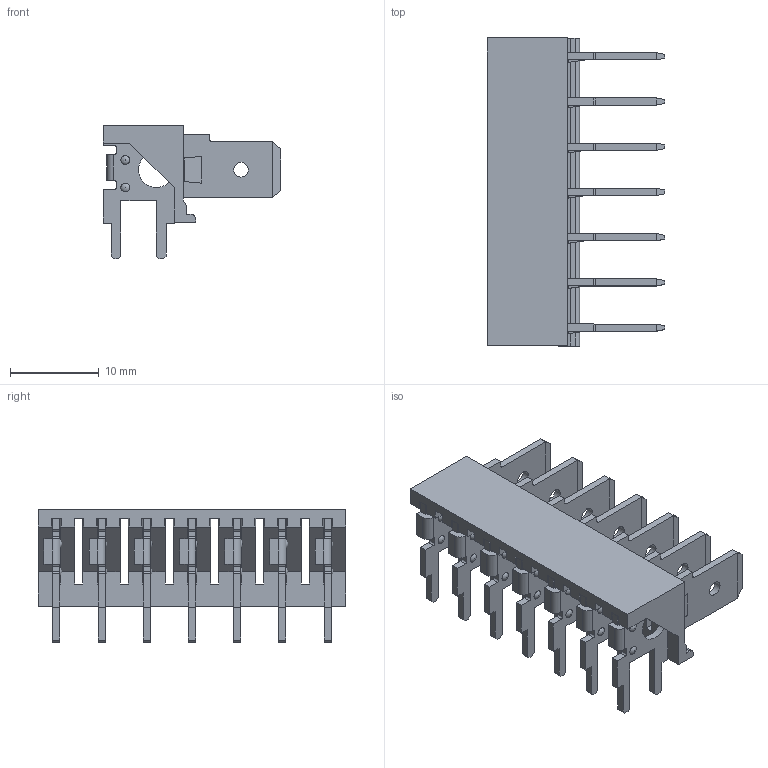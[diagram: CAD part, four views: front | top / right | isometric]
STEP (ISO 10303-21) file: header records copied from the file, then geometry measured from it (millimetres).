
FILE_DESCRIPTION(/* description */ ('Unknown'),/* implementation_level */ '2;1');
FILE_NAME(/* name */ '638263122007',/* time_stamp */ '2020-10-05T13:39:34+02:00',/* author */ ('Unknown'),/* organization */ ('Unknown'),/* preprocessor_version */ 'ST-DEVELOPER v16.7',/* originating_system */ 'DEX',/* authorisation */ $);
FILE_SCHEMA (('AUTOMOTIVE_DESIGN {1 0 10303 214 3 1 1}'));
Length unit declared in the file: millimetre
Products named in the file (3): 6382631220xx; 63800002013; 63800413722
Assembly tree (8 placements, depth 2):
  6382631220xx
    63800002013
    63800413722  x7
Bounding box: 20 x 34.6 x 15 mm (x, y, z)
Volume: 1878.9 mm3; surface area: 4595.7 mm2
Topology: 8 solids, 8 shells, 517 faces, 1485 edges, 958 vertices
Faces by surface type: plane 397, cylinder 78, cone 28, torus 14
Full cylindrical faces by diameter (mm): 1.65 x7, 4 x7
Entity records: 6115 total; most frequent: ORIENTED_EDGE 1090, CARTESIAN_POINT 1085, DIRECTION 941, EDGE_CURVE 545, LINE 517, VECTOR 517, VERTEX_POINT 356, AXIS2_PLACEMENT_3D 212
